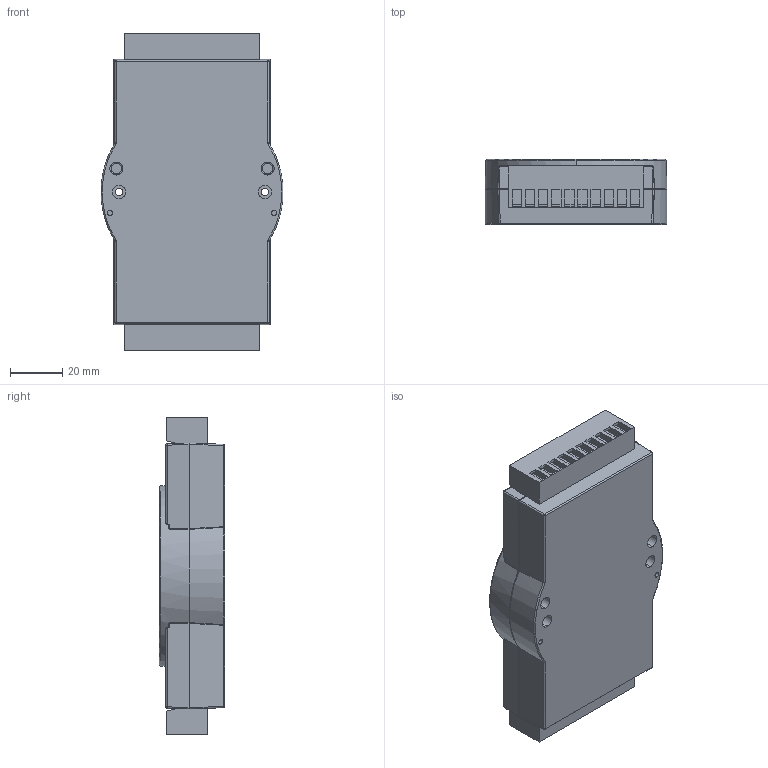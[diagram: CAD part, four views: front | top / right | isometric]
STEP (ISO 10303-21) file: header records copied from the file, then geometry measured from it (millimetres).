
FILE_DESCRIPTION (( 'STEP AP203' ), '1' );
FILE_NAME ('ADAM-4052.STEP', '2007-01-14T22:09:45', ( 'Anderson Professional Modeling' ), ( 'Anderson Professional Modeling' ), 'SwSTEP 2.0', 'SolidWorks 2007', '' );
FILE_SCHEMA (( 'CONFIG_CONTROL_DESIGN' ));
Products named in the file (1): ADAM-4052
Bounding box: 69.79 x 25 x 122 mm (x, y, z)
Volume: 163145.6 mm3; surface area: 32853.5 mm2
Topology: 1 solids, 1 shells, 1659 faces, 4356 edges, 2859 vertices
Faces by surface type: plane 1076, bspline 351, cylinder 157, torus 62, sphere 8, cone 5
Entity records: 68988 total; most frequent: CARTESIAN_POINT 30014, ORIENTED_EDGE 8680, DIRECTION 6737, EDGE_CURVE 4340, VECTOR 3081, LINE 3081, VERTEX_POINT 2859, EDGE_LOOP 1879
